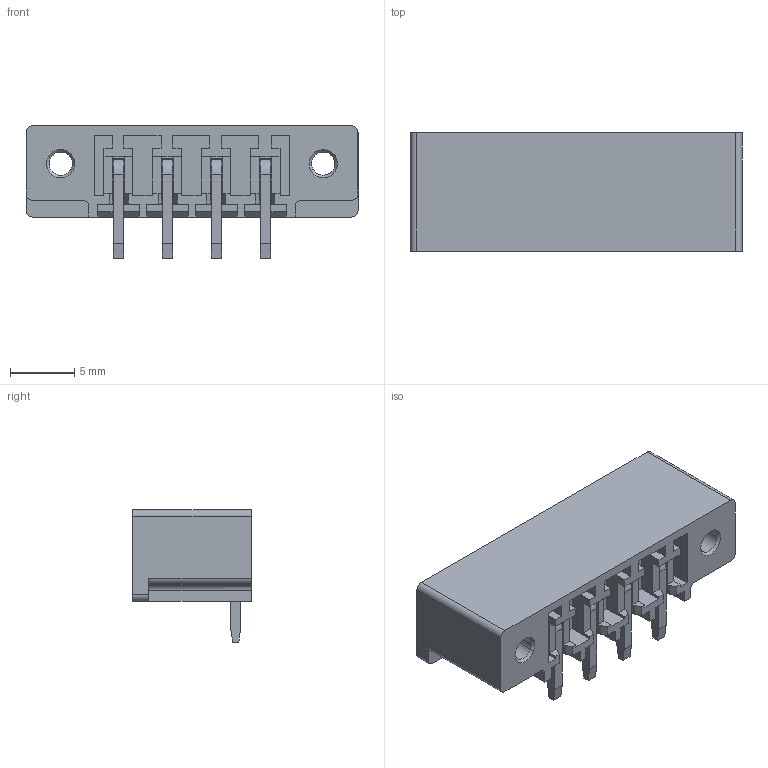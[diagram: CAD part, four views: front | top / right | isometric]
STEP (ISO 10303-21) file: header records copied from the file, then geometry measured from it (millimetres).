
FILE_DESCRIPTION(('CATIA V5 STEP Exchange','CAx-IF Rec.Pracs.--- Model Styling and Organization---1.4--- 2014-01-23'),'2;1');
FILE_NAME ('D1447389_0', '2019-02-18T07:53:39+00:00', ('none'), ('Weidmueller'), 'CATIA Version 5-6 Release 2016 SP3 HF44', 'CATIA V5 STEP AP214', 'none');
FILE_SCHEMA(('AUTOMOTIVE_DESIGN { 1 0 10303 214 1 1 1 1 }'));
Length unit declared in the file: millimetre
Products named in the file (1): 1037020000.1
Bounding box: 25.83 x 9.2 x 10.3 mm (x, y, z)
Volume: 930.7 mm3; surface area: 2012.6 mm2
Topology: 5 solids, 5 shells, 294 faces, 818 edges, 544 vertices
Faces by surface type: plane 250, cylinder 24, cone 12, torus 8
Entity records: 9164 total; most frequent: CARTESIAN_POINT 1650, ORIENTED_EDGE 1636, DIRECTION 1212, EDGE_CURVE 818, VECTOR 734, LINE 734, VERTEX_POINT 544, EDGE_LOOP 316
